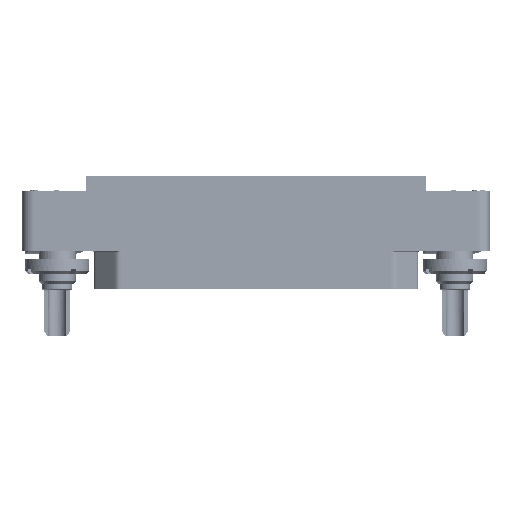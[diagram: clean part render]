
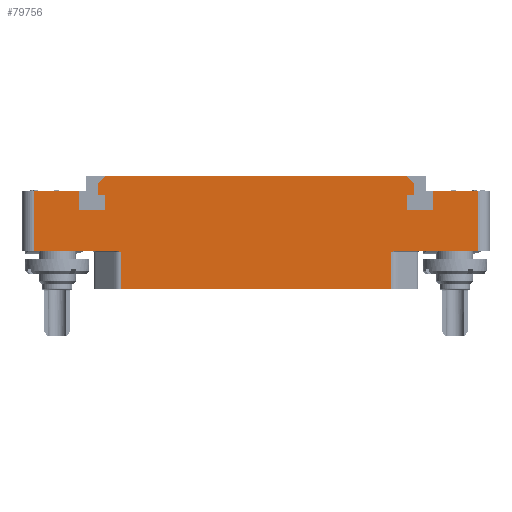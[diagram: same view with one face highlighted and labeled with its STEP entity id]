
A CAD part, top view. The second image highlights one B-rep face of the part: STEP entity #79756.
In plain terms, the highlighted planar face has unit normal (0, 0, 1).
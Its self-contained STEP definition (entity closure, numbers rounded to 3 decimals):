
#5099=DIRECTION('',(-1.,0.,0.));
#5100=VECTOR('',#5099,46.236);
#5101=CARTESIAN_POINT('',(23.118,-6.5,7.));
#5102=LINE('',#5101,#5100);
#5190=DIRECTION('',(1.,0.,0.));
#5191=VECTOR('',#5190,14.082);
#5192=CARTESIAN_POINT('',(-38.,0.,7.));
#5193=LINE('',#5192,#5191);
#9120=DIRECTION('',(0.,-1.,0.));
#9121=VECTOR('',#9120,10.25);
#9122=CARTESIAN_POINT('',(-38.,10.25,7.));
#9123=LINE('',#9122,#9121);
#9138=DIRECTION('',(1.,0.,0.));
#9139=VECTOR('',#9138,7.8);
#9140=CARTESIAN_POINT('',(-38.,10.25,7.));
#9141=LINE('',#9140,#9139);
#9142=DIRECTION('',(0.,-1.,0.));
#9143=VECTOR('',#9142,3.2);
#9144=CARTESIAN_POINT('',(-30.2,10.25,7.));
#9145=LINE('',#9144,#9143);
#9146=DIRECTION('',(1.,0.,0.));
#9147=VECTOR('',#9146,4.4);
#9148=CARTESIAN_POINT('',(-30.2,7.05,7.));
#9149=LINE('',#9148,#9147);
#9150=DIRECTION('',(0.,1.,0.));
#9151=VECTOR('',#9150,2.6);
#9152=CARTESIAN_POINT('',(-25.8,7.05,7.));
#9153=LINE('',#9152,#9151);
#9154=DIRECTION('',(-1.,0.,0.));
#9155=VECTOR('',#9154,1.2);
#9156=CARTESIAN_POINT('',(-25.8,9.65,7.));
#9157=LINE('',#9156,#9155);
#9158=DIRECTION('',(0.,-1.,0.));
#9159=VECTOR('',#9158,1.9);
#9160=CARTESIAN_POINT('',(-27.,11.55,7.));
#9161=LINE('',#9160,#9159);
#9162=DIRECTION('',(1.,0.,0.));
#9163=VECTOR('',#9162,51.6);
#9164=CARTESIAN_POINT('',(-25.8,12.75,7.));
#9165=LINE('',#9164,#9163);
#9166=DIRECTION('',(0.,-1.,0.));
#9167=VECTOR('',#9166,1.9);
#9168=CARTESIAN_POINT('',(27.,11.55,7.));
#9169=LINE('',#9168,#9167);
#9170=DIRECTION('',(-1.,0.,0.));
#9171=VECTOR('',#9170,1.2);
#9172=CARTESIAN_POINT('',(27.,9.65,7.));
#9173=LINE('',#9172,#9171);
#9174=DIRECTION('',(0.,-1.,0.));
#9175=VECTOR('',#9174,2.6);
#9176=CARTESIAN_POINT('',(25.8,9.65,7.));
#9177=LINE('',#9176,#9175);
#9178=DIRECTION('',(1.,0.,0.));
#9179=VECTOR('',#9178,4.4);
#9180=CARTESIAN_POINT('',(25.8,7.05,7.));
#9181=LINE('',#9180,#9179);
#9182=DIRECTION('',(0.,1.,0.));
#9183=VECTOR('',#9182,3.2);
#9184=CARTESIAN_POINT('',(30.2,7.05,7.));
#9185=LINE('',#9184,#9183);
#9186=DIRECTION('',(1.,0.,0.));
#9187=VECTOR('',#9186,7.8);
#9188=CARTESIAN_POINT('',(30.2,10.25,7.));
#9189=LINE('',#9188,#9187);
#9246=DIRECTION('',(1.,0.,0.));
#9247=VECTOR('',#9246,14.082);
#9248=CARTESIAN_POINT('',(23.918,0.,7.));
#9249=LINE('',#9248,#9247);
#13336=DIRECTION('',(0.,1.,0.));
#13337=VECTOR('',#13336,10.25);
#13338=CARTESIAN_POINT('',(38.,0.,7.));
#13339=LINE('',#13338,#13337);
#13400=CARTESIAN_POINT('',(23.118,-0.2,7.));
#13401=CARTESIAN_POINT('',(23.14,-0.192,7.));
#13402=CARTESIAN_POINT('',(23.184,-0.176,7.));
#13403=CARTESIAN_POINT('',(23.251,-0.152,7.));
#13404=CARTESIAN_POINT('',(23.318,-0.128,7.));
#13405=CARTESIAN_POINT('',(23.385,-0.106,7.));
#13406=CARTESIAN_POINT('',(23.451,-0.085,7.));
#13407=CARTESIAN_POINT('',(23.515,-0.066,7.));
#13408=CARTESIAN_POINT('',(23.577,-0.049,7.));
#13409=CARTESIAN_POINT('',(23.636,-0.035,7.));
#13410=CARTESIAN_POINT('',(23.688,-0.024,7.));
#13411=CARTESIAN_POINT('',(23.734,-0.016,7.));
#13412=CARTESIAN_POINT('',(23.776,-0.01,7.));
#13413=CARTESIAN_POINT('',(23.814,-0.005,7.));
#13414=CARTESIAN_POINT('',(23.85,-0.002,7.));
#13415=CARTESIAN_POINT('',(23.884,0.,7.));
#13416=CARTESIAN_POINT('',(23.907,0.,7.));
#13417=CARTESIAN_POINT('',(23.918,0.,7.));
#13433=DIRECTION('',(0.,1.,0.));
#13434=VECTOR('',#13433,6.3);
#13435=CARTESIAN_POINT('',(23.118,-6.5,7.));
#13436=LINE('',#13435,#13434);
#13437=DIRECTION('',(0.,1.,0.));
#13438=VECTOR('',#13437,6.3);
#13439=CARTESIAN_POINT('',(-23.118,-6.5,7.));
#13440=LINE('',#13439,#13438);
#13465=CARTESIAN_POINT('',(-23.918,0.,7.));
#13466=CARTESIAN_POINT('',(-23.907,0.,7.));
#13467=CARTESIAN_POINT('',(-23.884,0.,7.));
#13468=CARTESIAN_POINT('',(-23.85,-0.002,7.));
#13469=CARTESIAN_POINT('',(-23.814,-0.005,7.));
#13470=CARTESIAN_POINT('',(-23.776,-0.01,7.));
#13471=CARTESIAN_POINT('',(-23.734,-0.016,7.));
#13472=CARTESIAN_POINT('',(-23.688,-0.024,7.));
#13473=CARTESIAN_POINT('',(-23.636,-0.035,7.));
#13474=CARTESIAN_POINT('',(-23.577,-0.049,7.));
#13475=CARTESIAN_POINT('',(-23.515,-0.066,7.));
#13476=CARTESIAN_POINT('',(-23.451,-0.085,7.));
#13477=CARTESIAN_POINT('',(-23.385,-0.106,7.));
#13478=CARTESIAN_POINT('',(-23.318,-0.128,7.));
#13479=CARTESIAN_POINT('',(-23.251,-0.152,7.));
#13480=CARTESIAN_POINT('',(-23.184,-0.176,7.));
#13481=CARTESIAN_POINT('',(-23.14,-0.192,7.));
#13482=CARTESIAN_POINT('',(-23.118,-0.2,7.));
#13632=DIRECTION('',(-0.707,-0.707,0.));
#13633=VECTOR('',#13632,1.697);
#13634=CARTESIAN_POINT('',(-25.8,12.75,7.));
#13635=LINE('',#13634,#13633);
#13672=DIRECTION('',(0.707,-0.707,0.));
#13673=VECTOR('',#13672,1.697);
#13674=CARTESIAN_POINT('',(25.8,12.75,7.));
#13675=LINE('',#13674,#13673);
#61820=CARTESIAN_POINT('',(-30.2,10.25,7.));
#61821=CARTESIAN_POINT('',(-30.2,7.05,7.));
#61822=VERTEX_POINT('',#61820);
#61823=VERTEX_POINT('',#61821);
#61824=CARTESIAN_POINT('',(-25.8,7.05,7.));
#61825=VERTEX_POINT('',#61824);
#61826=CARTESIAN_POINT('',(-25.8,9.65,7.));
#61827=VERTEX_POINT('',#61826);
#61828=CARTESIAN_POINT('',(-27.,9.65,7.));
#61829=VERTEX_POINT('',#61828);
#61830=CARTESIAN_POINT('',(27.,9.65,7.));
#61831=CARTESIAN_POINT('',(25.8,9.65,7.));
#61832=VERTEX_POINT('',#61830);
#61833=VERTEX_POINT('',#61831);
#61834=CARTESIAN_POINT('',(25.8,7.05,7.));
#61835=VERTEX_POINT('',#61834);
#61836=CARTESIAN_POINT('',(30.2,7.05,7.));
#61837=VERTEX_POINT('',#61836);
#61838=CARTESIAN_POINT('',(30.2,10.25,7.));
#61839=VERTEX_POINT('',#61838);
#61844=CARTESIAN_POINT('',(-25.8,12.75,7.));
#61846=VERTEX_POINT('',#61844);
#61848=CARTESIAN_POINT('',(-27.,11.55,7.));
#61850=VERTEX_POINT('',#61848);
#61852=CARTESIAN_POINT('',(25.8,12.75,7.));
#61854=VERTEX_POINT('',#61852);
#61856=CARTESIAN_POINT('',(27.,11.55,7.));
#61858=VERTEX_POINT('',#61856);
#61948=CARTESIAN_POINT('',(38.,0.,7.));
#61949=CARTESIAN_POINT('',(38.,10.25,7.));
#61950=VERTEX_POINT('',#61948);
#61951=VERTEX_POINT('',#61949);
#61956=CARTESIAN_POINT('',(-38.,10.25,7.));
#61957=CARTESIAN_POINT('',(-38.,0.,7.));
#61958=VERTEX_POINT('',#61956);
#61959=VERTEX_POINT('',#61957);
#62161=CARTESIAN_POINT('',(23.118,-6.5,7.));
#62163=VERTEX_POINT('',#62161);
#62164=CARTESIAN_POINT('',(-23.118,-6.5,7.));
#62166=VERTEX_POINT('',#62164);
#62228=CARTESIAN_POINT('',(-23.118,-0.2,7.));
#62229=VERTEX_POINT('',#62228);
#62230=CARTESIAN_POINT('',(-23.918,0.,7.));
#62231=VERTEX_POINT('',#62230);
#62232=CARTESIAN_POINT('',(23.118,-0.2,7.));
#62234=VERTEX_POINT('',#62232);
#62236=CARTESIAN_POINT('',(23.918,0.,7.));
#62238=VERTEX_POINT('',#62236);
#79707=CARTESIAN_POINT('',(0.,0.,7.));
#79708=DIRECTION('',(0.,0.,-1.));
#79709=DIRECTION('',(-1.,0.,0.));
#79710=AXIS2_PLACEMENT_3D('',#79707,#79708,#79709);
#79711=PLANE('',#79710);
#79713=ORIENTED_EDGE('',*,*,#79712,.F.);
#79715=ORIENTED_EDGE('',*,*,#79714,.F.);
#79717=ORIENTED_EDGE('',*,*,#79716,.F.);
#79718=ORIENTED_EDGE('',*,*,#77345,.T.);
#79720=ORIENTED_EDGE('',*,*,#79719,.T.);
#79722=ORIENTED_EDGE('',*,*,#79721,.F.);
#79723=ORIENTED_EDGE('',*,*,#77426,.F.);
#79724=ORIENTED_EDGE('',*,*,#79699,.F.);
#79725=ORIENTED_EDGE('',*,*,#79421,.T.);
#79727=ORIENTED_EDGE('',*,*,#79726,.T.);
#79729=ORIENTED_EDGE('',*,*,#79728,.T.);
#79731=ORIENTED_EDGE('',*,*,#79730,.T.);
#79733=ORIENTED_EDGE('',*,*,#79732,.T.);
#79735=ORIENTED_EDGE('',*,*,#79734,.F.);
#79737=ORIENTED_EDGE('',*,*,#79736,.F.);
#79738=ORIENTED_EDGE('',*,*,#76582,.T.);
#79740=ORIENTED_EDGE('',*,*,#79739,.T.);
#79742=ORIENTED_EDGE('',*,*,#79741,.T.);
#79744=ORIENTED_EDGE('',*,*,#79743,.T.);
#79746=ORIENTED_EDGE('',*,*,#79745,.T.);
#79748=ORIENTED_EDGE('',*,*,#79747,.T.);
#79750=ORIENTED_EDGE('',*,*,#79749,.T.);
#79751=ORIENTED_EDGE('',*,*,#76938,.T.);
#79753=ORIENTED_EDGE('',*,*,#79752,.F.);
#79754=EDGE_LOOP('',(#79713,#79715,#79717,#79718,#79720,#79722,#79723,#79724,
#79725,#79727,#79729,#79731,#79733,#79735,#79737,#79738,#79740,#79742,#79744,
#79746,#79748,#79750,#79751,#79753));
#79755=FACE_OUTER_BOUND('',#79754,.F.);
#79756=ADVANCED_FACE('',(#79755),#79711,.F.);
#13418=B_SPLINE_CURVE_WITH_KNOTS('',3,(#13400,#13401,#13402,#13403,#13404,
#13405,#13406,#13407,#13408,#13409,#13410,#13411,#13412,#13413,#13414,#13415,
#13416,#13417),.UNSPECIFIED.,.F.,.F.,(4,1,1,1,1,1,1,1,1,1,1,1,1,1,1,4),(0.,
0.067,0.133,0.2,0.267,0.333,
0.4,0.467,0.533,0.6,0.667,
0.733,0.8,0.867,0.933,1.),
.UNSPECIFIED.);
#13483=B_SPLINE_CURVE_WITH_KNOTS('',3,(#13465,#13466,#13467,#13468,#13469,
#13470,#13471,#13472,#13473,#13474,#13475,#13476,#13477,#13478,#13479,#13480,
#13481,#13482),.UNSPECIFIED.,.F.,.F.,(4,1,1,1,1,1,1,1,1,1,1,1,1,1,1,4),(0.,
0.067,0.133,0.2,0.267,0.333,
0.4,0.467,0.533,0.6,0.667,
0.733,0.8,0.867,0.933,1.),
.UNSPECIFIED.);
#76582=EDGE_CURVE('',#61846,#61854,#9165,.T.);
#76938=EDGE_CURVE('',#61839,#61951,#9189,.T.);
#77345=EDGE_CURVE('',#62163,#62166,#5102,.T.);
#77426=EDGE_CURVE('',#61959,#62231,#5193,.T.);
#79421=EDGE_CURVE('',#61958,#61822,#9141,.T.);
#79699=EDGE_CURVE('',#61958,#61959,#9123,.T.);
#79712=EDGE_CURVE('',#62238,#61950,#9249,.T.);
#79714=EDGE_CURVE('',#62234,#62238,#13418,.T.);
#79716=EDGE_CURVE('',#62163,#62234,#13436,.T.);
#79719=EDGE_CURVE('',#62166,#62229,#13440,.T.);
#79721=EDGE_CURVE('',#62231,#62229,#13483,.T.);
#79726=EDGE_CURVE('',#61822,#61823,#9145,.T.);
#79728=EDGE_CURVE('',#61823,#61825,#9149,.T.);
#79730=EDGE_CURVE('',#61825,#61827,#9153,.T.);
#79732=EDGE_CURVE('',#61827,#61829,#9157,.T.);
#79734=EDGE_CURVE('',#61850,#61829,#9161,.T.);
#79736=EDGE_CURVE('',#61846,#61850,#13635,.T.);
#79739=EDGE_CURVE('',#61854,#61858,#13675,.T.);
#79741=EDGE_CURVE('',#61858,#61832,#9169,.T.);
#79743=EDGE_CURVE('',#61832,#61833,#9173,.T.);
#79745=EDGE_CURVE('',#61833,#61835,#9177,.T.);
#79747=EDGE_CURVE('',#61835,#61837,#9181,.T.);
#79749=EDGE_CURVE('',#61837,#61839,#9185,.T.);
#79752=EDGE_CURVE('',#61950,#61951,#13339,.T.);
